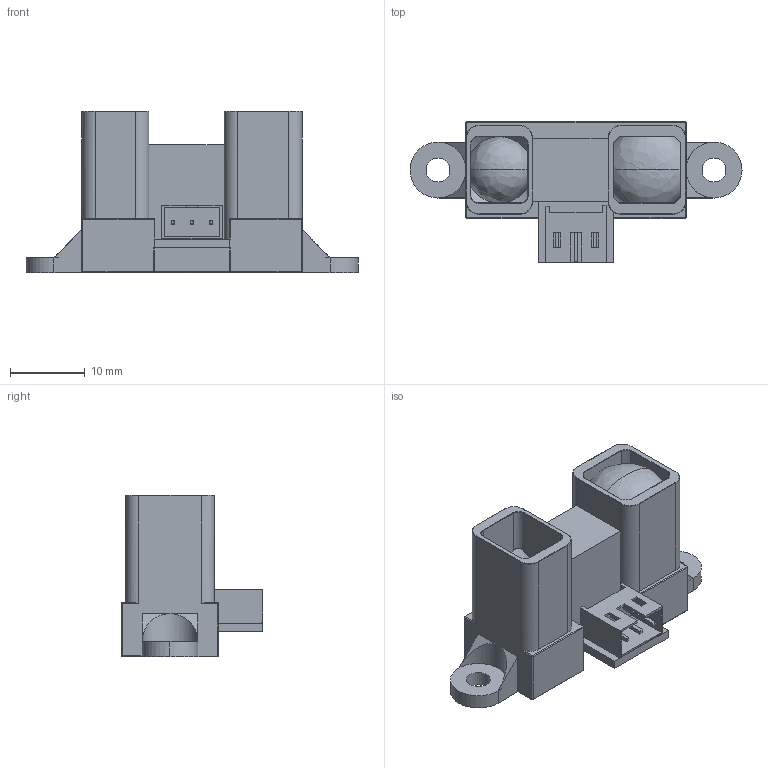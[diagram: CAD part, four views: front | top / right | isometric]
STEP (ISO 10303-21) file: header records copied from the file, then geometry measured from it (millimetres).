
FILE_DESCRIPTION (( 'STEP AP203' ), '1' );
FILE_NAME ('GP2Y0A02YK0F SHARP.STEP', '2020-02-23T14:57:24', ( '' ), ( '' ), 'SwSTEP 2.0', 'SolidWorks 2019', '' );
FILE_SCHEMA (( 'CONFIG_CONTROL_DESIGN' ));
Length unit declared in the file: millimetre
Products named in the file (1): GP2Y0A02YK0F SHARP
Bounding box: 44.5 x 18.9 x 21.6 mm (x, y, z)
Volume: 5571.7 mm3; surface area: 3905.9 mm2
Topology: 1 solids, 1 shells, 408 faces, 1056 edges, 661 vertices
Faces by surface type: plane 238, cylinder 73, bspline 66, torus 16, sphere 11, cone 4
Entity records: 16170 total; most frequent: CARTESIAN_POINT 6677, ORIENTED_EDGE 2082, DIRECTION 1693, EDGE_CURVE 1041, VECTOR 723, LINE 723, VERTEX_POINT 661, AXIS2_PLACEMENT_3D 485
